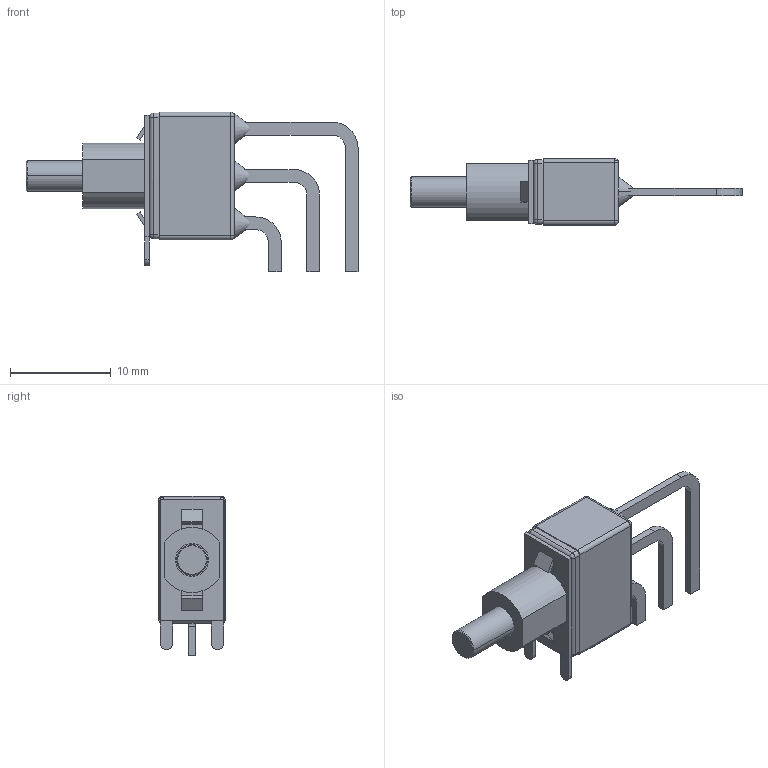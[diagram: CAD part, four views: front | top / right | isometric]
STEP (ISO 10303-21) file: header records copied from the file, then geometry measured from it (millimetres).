
FILE_DESCRIPTION((''),'2;1');
FILE_NAME('BP_C&K_E112SD1AV2BE.stp','2012-05-16T16:15:45',(''),(''),'Mechanical Desktop 2011','Mechanical Desktop 2011',', , ');
FILE_SCHEMA(('AUTOMOTIVE_DESIGN { 1 2 10303 214 1 1 1 1 }'));
Length unit declared in the file: millimetre
Products named in the file (1): Product
Bounding box: 32.97 x 6.6 x 15.88 mm (x, y, z)
Volume: 1017.4 mm3; surface area: 1431.7 mm2
Topology: 15 solids, 15 shells, 125 faces, 274 edges, 169 vertices
Faces by surface type: plane 73, cylinder 30, sphere 10, cone 8, bspline 4
Entity records: 3386 total; most frequent: DIRECTION 584, CARTESIAN_POINT 571, ORIENTED_EDGE 528, EDGE_CURVE 264, AXIS2_PLACEMENT_3D 198, VECTOR 188, LINE 188, VERTEX_POINT 169
